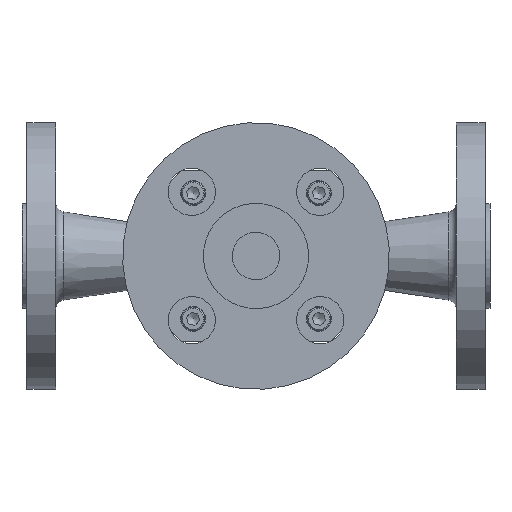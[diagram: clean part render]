
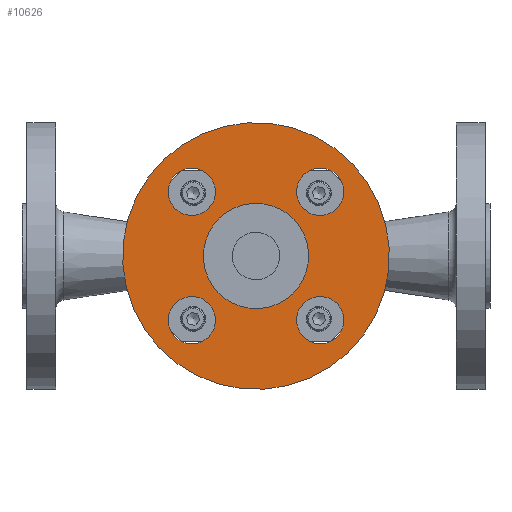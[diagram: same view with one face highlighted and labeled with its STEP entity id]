
A CAD part, front view. The second image highlights one B-rep face of the part: STEP entity #10626.
In plain terms, the highlighted planar face has unit normal (0, -1, 0).
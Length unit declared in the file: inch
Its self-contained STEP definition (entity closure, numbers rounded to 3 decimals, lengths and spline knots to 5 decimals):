
#10527=CARTESIAN_POINT('',(1.13892,-1.76,-0.92873));
#10528=VERTEX_POINT('',#10527);
#10529=CARTESIAN_POINT('',(0.84146,-1.76,-0.84146));
#10530=DIRECTION('',(0.,-1.0,0.));
#10531=DIRECTION('',(-0.707,0.,-0.707));
#10532=AXIS2_PLACEMENT_3D('',#10529,#10530,#10531);
#10533=CIRCLE('',#10532,0.31);
#10534=EDGE_CURVE('',#10528,#10528,#10533,.T.);
#10547=CARTESIAN_POINT('',(0.92873,-1.76,1.13892));
#10548=VERTEX_POINT('',#10547);
#10549=CARTESIAN_POINT('',(0.84146,-1.76,0.84146));
#10550=DIRECTION('',(0.,-1.0,0.));
#10551=DIRECTION('',(-0.707,0.,-0.707));
#10552=AXIS2_PLACEMENT_3D('',#10549,#10550,#10551);
#10553=CIRCLE('',#10552,0.31);
#10554=EDGE_CURVE('',#10548,#10548,#10553,.T.);
#10567=CARTESIAN_POINT('',(-1.13892,-1.76,0.92873));
#10568=VERTEX_POINT('',#10567);
#10569=CARTESIAN_POINT('',(-0.84146,-1.76,0.84146));
#10570=DIRECTION('',(0.,-1.0,0.));
#10571=DIRECTION('',(-0.707,0.,-0.707));
#10572=AXIS2_PLACEMENT_3D('',#10569,#10570,#10571);
#10573=CIRCLE('',#10572,0.31);
#10574=EDGE_CURVE('',#10568,#10568,#10573,.T.);
#10579=CARTESIAN_POINT('',(-0.4879,-1.76,0.4879));
#10580=DIRECTION('',(0.0,-1.0,0.0));
#10581=DIRECTION('',(0.707,0.0,0.707));
#10582=AXIS2_PLACEMENT_3D('',#10579,#10580,#10581);
#10583=PLANE('',#10582);
#10584=CARTESIAN_POINT('',(-1.67921,-1.76,0.49269));
#10585=VERTEX_POINT('',#10584);
#10586=CARTESIAN_POINT('',(0.,-1.76,0.));
#10587=DIRECTION('',(0.,-1.,0.));
#10588=DIRECTION('',(-0.707,0.,-0.707));
#10589=AXIS2_PLACEMENT_3D('',#10586,#10587,#10588);
#10590=CIRCLE('',#10589,1.75);
#10591=EDGE_CURVE('',#10585,#10585,#10590,.T.);
#10592=ORIENTED_EDGE('',*,*,#10591,.T.);
#10593=EDGE_LOOP('',(#10592));
#10594=FACE_OUTER_BOUND('',#10593,.T.);
#10595=CARTESIAN_POINT('',(-0.92873,-1.76,-1.13892));
#10596=VERTEX_POINT('',#10595);
#10597=CARTESIAN_POINT('',(-0.84146,-1.76,-0.84146));
#10598=DIRECTION('',(0.,-1.0,0.));
#10599=DIRECTION('',(-0.707,0.,-0.707));
#10600=AXIS2_PLACEMENT_3D('',#10597,#10598,#10599);
#10601=CIRCLE('',#10600,0.31);
#10602=EDGE_CURVE('',#10596,#10596,#10601,.T.);
#10603=ORIENTED_EDGE('',*,*,#10602,.F.);
#10604=EDGE_LOOP('',(#10603));
#10605=FACE_BOUND('',#10604,.T.);
#10606=CARTESIAN_POINT('',(-0.66209,-1.76,0.19426));
#10607=VERTEX_POINT('',#10606);
#10608=CARTESIAN_POINT('',(0.,-1.76,0.));
#10609=DIRECTION('',(0.,-1.0,0.));
#10610=DIRECTION('',(-0.707,0.,-0.707));
#10611=AXIS2_PLACEMENT_3D('',#10608,#10609,#10610);
#10612=CIRCLE('',#10611,0.69);
#10613=EDGE_CURVE('',#10607,#10607,#10612,.T.);
#10614=ORIENTED_EDGE('',*,*,#10613,.F.);
#10615=EDGE_LOOP('',(#10614));
#10616=FACE_BOUND('',#10615,.T.);
#10617=ORIENTED_EDGE('',*,*,#10534,.F.);
#10618=EDGE_LOOP('',(#10617));
#10619=FACE_BOUND('',#10618,.T.);
#10620=ORIENTED_EDGE('',*,*,#10554,.F.);
#10621=EDGE_LOOP('',(#10620));
#10622=FACE_BOUND('',#10621,.T.);
#10623=ORIENTED_EDGE('',*,*,#10574,.F.);
#10624=EDGE_LOOP('',(#10623));
#10625=FACE_BOUND('',#10624,.T.);
#10626=ADVANCED_FACE('',(#10594,#10605,#10616,#10619,#10622,#10625),#10583,.T.);
